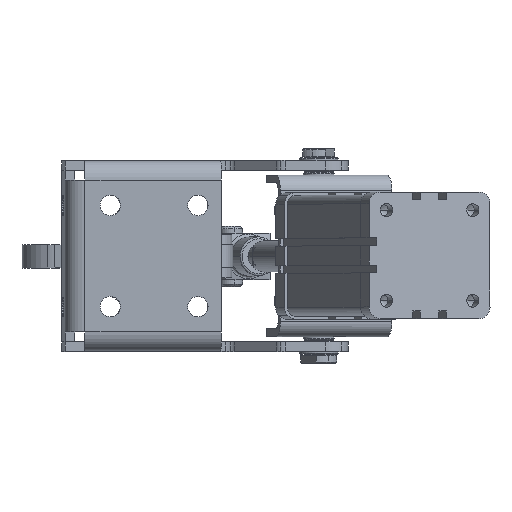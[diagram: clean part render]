
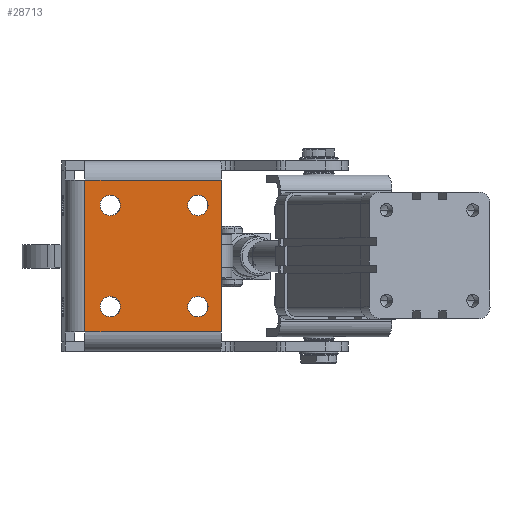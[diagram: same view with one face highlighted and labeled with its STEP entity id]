
A CAD part, top view. The second image highlights one B-rep face of the part: STEP entity #28713.
In plain terms, the highlighted planar face has unit normal (0.025, 0, 1).
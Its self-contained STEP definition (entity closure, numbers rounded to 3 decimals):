
#13364=CARTESIAN_POINT('',(114.34,192.081,167.654));
#13365=VERTEX_POINT('',#13364);
#13374=CARTESIAN_POINT('',(114.34,181.581,167.654));
#13375=VERTEX_POINT('',#13374);
#13376=CARTESIAN_POINT('',(114.34,186.831,167.654));
#13377=DIRECTION('',(-0.025,0.,-1.));
#13378=DIRECTION('',(0.,1.0,0.));
#13379=AXIS2_PLACEMENT_3D('',#13376,#13377,#13378);
#13380=CIRCLE('',#13379,5.25);
#13381=EDGE_CURVE('',#13375,#13365,#13380,.T.);
#13436=CARTESIAN_POINT('',(114.34,244.081,167.654));
#13437=VERTEX_POINT('',#13436);
#13446=CARTESIAN_POINT('',(114.34,233.581,167.654));
#13447=VERTEX_POINT('',#13446);
#13448=CARTESIAN_POINT('',(114.34,238.831,167.654));
#13449=DIRECTION('',(-0.025,0.,-1.));
#13450=DIRECTION('',(0.,1.0,0.));
#13451=AXIS2_PLACEMENT_3D('',#13448,#13449,#13450);
#13452=CIRCLE('',#13451,5.25);
#13453=EDGE_CURVE('',#13447,#13437,#13452,.T.);
#13508=CARTESIAN_POINT('',(159.326,192.081,166.542));
#13509=VERTEX_POINT('',#13508);
#13518=CARTESIAN_POINT('',(159.326,181.581,166.542));
#13519=VERTEX_POINT('',#13518);
#13520=CARTESIAN_POINT('',(159.326,186.831,166.542));
#13521=DIRECTION('',(-0.025,0.,-1.));
#13522=DIRECTION('',(0.,1.0,0.));
#13523=AXIS2_PLACEMENT_3D('',#13520,#13521,#13522);
#13524=CIRCLE('',#13523,5.25);
#13525=EDGE_CURVE('',#13519,#13509,#13524,.T.);
#13580=CARTESIAN_POINT('',(159.326,244.081,166.542));
#13581=VERTEX_POINT('',#13580);
#13590=CARTESIAN_POINT('',(159.326,233.581,166.542));
#13591=VERTEX_POINT('',#13590);
#13592=CARTESIAN_POINT('',(159.326,238.831,166.542));
#13593=DIRECTION('',(-0.025,0.,-1.));
#13594=DIRECTION('',(0.,1.0,0.));
#13595=AXIS2_PLACEMENT_3D('',#13592,#13593,#13594);
#13596=CIRCLE('',#13595,5.25);
#13597=EDGE_CURVE('',#13591,#13581,#13596,.T.);
#27956=CARTESIAN_POINT('',(159.326,238.831,166.542));
#27957=DIRECTION('',(-0.025,0.,-1.));
#27958=DIRECTION('',(0.,1.0,0.));
#27959=AXIS2_PLACEMENT_3D('',#27956,#27957,#27958);
#27960=CIRCLE('',#27959,5.25);
#27961=EDGE_CURVE('',#13581,#13591,#27960,.T.);
#28008=CARTESIAN_POINT('',(159.326,186.831,166.542));
#28009=DIRECTION('',(-0.025,0.,-1.));
#28010=DIRECTION('',(0.,1.0,0.));
#28011=AXIS2_PLACEMENT_3D('',#28008,#28009,#28010);
#28012=CIRCLE('',#28011,5.25);
#28013=EDGE_CURVE('',#13509,#13519,#28012,.T.);
#28060=CARTESIAN_POINT('',(114.34,238.831,167.654));
#28061=DIRECTION('',(-0.025,0.,-1.));
#28062=DIRECTION('',(0.,1.0,0.));
#28063=AXIS2_PLACEMENT_3D('',#28060,#28061,#28062);
#28064=CIRCLE('',#28063,5.25);
#28065=EDGE_CURVE('',#13437,#13447,#28064,.T.);
#28112=CARTESIAN_POINT('',(114.34,186.831,167.654));
#28113=DIRECTION('',(-0.025,0.,-1.));
#28114=DIRECTION('',(0.,1.0,0.));
#28115=AXIS2_PLACEMENT_3D('',#28112,#28113,#28114);
#28116=CIRCLE('',#28115,5.25);
#28117=EDGE_CURVE('',#13365,#13375,#28116,.T.);
#28280=CARTESIAN_POINT('',(101.344,251.831,167.975));
#28281=VERTEX_POINT('',#28280);
#28305=CARTESIAN_POINT('',(101.344,173.831,167.975));
#28306=VERTEX_POINT('',#28305);
#28391=CARTESIAN_POINT('',(101.344,251.831,167.975));
#28392=DIRECTION('',(0.,-1.0,0.));
#28393=VECTOR('',#28392,78.);
#28394=LINE('',#28391,#28393);
#28395=EDGE_CURVE('',#28281,#28306,#28394,.T.);
#28647=CARTESIAN_POINT('',(171.323,251.831,166.246));
#28648=VERTEX_POINT('',#28647);
#28665=CARTESIAN_POINT('',(171.323,251.831,166.246));
#28666=DIRECTION('',(-1.,0.,0.025));
#28667=VECTOR('',#28666,70.);
#28668=LINE('',#28665,#28667);
#28669=EDGE_CURVE('',#28648,#28281,#28668,.T.);
#28674=CARTESIAN_POINT('',(172.322,212.831,166.221));
#28675=DIRECTION('',(-0.025,0.,-1.));
#28676=DIRECTION('',(0.,1.0,0.));
#28677=AXIS2_PLACEMENT_3D('',#28674,#28675,#28676);
#28678=PLANE('',#28677);
#28679=CARTESIAN_POINT('',(171.323,173.831,166.246));
#28680=VERTEX_POINT('',#28679);
#28681=CARTESIAN_POINT('',(171.323,173.831,166.246));
#28682=DIRECTION('',(0.,1.0,0.));
#28683=VECTOR('',#28682,78.);
#28684=LINE('',#28681,#28683);
#28685=EDGE_CURVE('',#28680,#28648,#28684,.T.);
#28686=ORIENTED_EDGE('',*,*,#28685,.T.);
#28687=ORIENTED_EDGE('',*,*,#28669,.T.);
#28688=ORIENTED_EDGE('',*,*,#28395,.T.);
#28689=CARTESIAN_POINT('',(101.344,173.831,167.975));
#28690=DIRECTION('',(1.,0.,-0.025));
#28691=VECTOR('',#28690,70.);
#28692=LINE('',#28689,#28691);
#28693=EDGE_CURVE('',#28306,#28680,#28692,.T.);
#28694=ORIENTED_EDGE('',*,*,#28693,.T.);
#28695=EDGE_LOOP('',(#28686,#28687,#28688,#28694));
#28696=FACE_OUTER_BOUND('',#28695,.T.);
#28697=ORIENTED_EDGE('',*,*,#13381,.T.);
#28698=ORIENTED_EDGE('',*,*,#28117,.T.);
#28699=EDGE_LOOP('',(#28697,#28698));
#28700=FACE_BOUND('',#28699,.T.);
#28701=ORIENTED_EDGE('',*,*,#13453,.T.);
#28702=ORIENTED_EDGE('',*,*,#28065,.T.);
#28703=EDGE_LOOP('',(#28701,#28702));
#28704=FACE_BOUND('',#28703,.T.);
#28705=ORIENTED_EDGE('',*,*,#13525,.T.);
#28706=ORIENTED_EDGE('',*,*,#28013,.T.);
#28707=EDGE_LOOP('',(#28705,#28706));
#28708=FACE_BOUND('',#28707,.T.);
#28709=ORIENTED_EDGE('',*,*,#13597,.T.);
#28710=ORIENTED_EDGE('',*,*,#27961,.T.);
#28711=EDGE_LOOP('',(#28709,#28710));
#28712=FACE_BOUND('',#28711,.T.);
#28713=ADVANCED_FACE('',(#28696,#28700,#28704,#28708,#28712),#28678,.F.);
